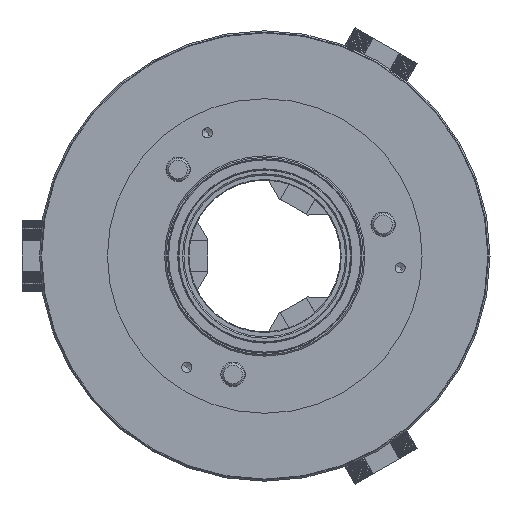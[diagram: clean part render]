
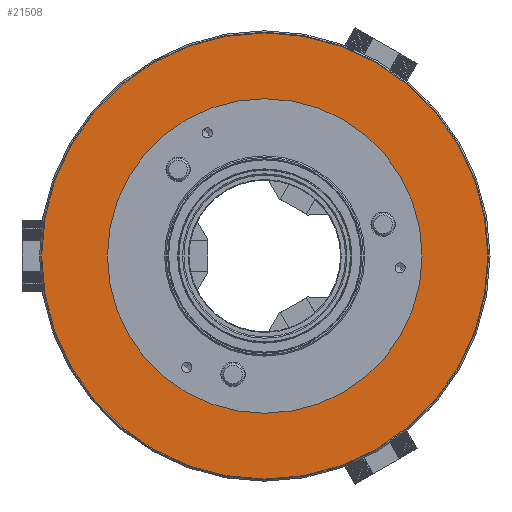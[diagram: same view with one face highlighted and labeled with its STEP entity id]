
A CAD part, left-side view. The second image highlights one B-rep face of the part: STEP entity #21508.
In plain terms, the highlighted face is planar.
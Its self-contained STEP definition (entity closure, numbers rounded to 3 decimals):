
#541 = EDGE_CURVE ( 'NONE', #16930, #19546, #8923, .T. ) ;
#633 = DIRECTION ( 'NONE',  ( 0., -1., 0. ) ) ;
#737 = EDGE_CURVE ( 'NONE', #27820, #30215, #3058, .T. ) ;
#1240 = EDGE_LOOP ( 'NONE', ( #26264, #6931 ) ) ;
#3058 = CIRCLE ( 'NONE', #3222, 110. ) ;
#3171 = CIRCLE ( 'NONE', #13736, 110. ) ;
#3222 = AXIS2_PLACEMENT_3D ( 'NONE', #3524, #13050, #16603 ) ;
#3524 = CARTESIAN_POINT ( 'NONE',  ( 0., 0., 0. ) ) ;
#5561 = DIRECTION ( 'NONE',  ( 0., 1., 0. ) ) ;
#5804 = CARTESIAN_POINT ( 'NONE',  ( 0., 0., 0. ) ) ;
#5910 = FACE_BOUND ( 'NONE', #13792, .T. ) ;
#6818 = ORIENTED_EDGE ( 'NONE', *, *, #737, .F. ) ;
#6919 = AXIS2_PLACEMENT_3D ( 'NONE', #14672, #633, #17008 ) ;
#6931 = ORIENTED_EDGE ( 'NONE', *, *, #541, .T. ) ;
#7174 = CARTESIAN_POINT ( 'NONE',  ( 0., 0., 0. ) ) ;
#8131 = DIRECTION ( 'NONE',  ( 0., 0., -1. ) ) ;
#8923 = CIRCLE ( 'NONE', #6919, 156. ) ;
#9546 = DIRECTION ( 'NONE',  ( 0., 0., -1. ) ) ;
#10036 = AXIS2_PLACEMENT_3D ( 'NONE', #7174, #23477, #9546 ) ;
#12320 = ORIENTED_EDGE ( 'NONE', *, *, #21004, .F. ) ;
#12652 = PLANE ( 'NONE',  #26604 ) ;
#13050 = DIRECTION ( 'NONE',  ( 0., -1., 0. ) ) ;
#13054 = CIRCLE ( 'NONE', #10036, 156. ) ;
#13312 = CARTESIAN_POINT ( 'NONE',  ( 0., 0., 156. ) ) ;
#13736 = AXIS2_PLACEMENT_3D ( 'NONE', #5804, #22102, #8131 ) ;
#13792 = EDGE_LOOP ( 'NONE', ( #12320, #6818 ) ) ;
#14672 = CARTESIAN_POINT ( 'NONE',  ( 0., 0., 0. ) ) ;
#14971 = DIRECTION ( 'NONE',  ( 0., 0., 1. ) ) ;
#15088 = EDGE_CURVE ( 'NONE', #19546, #16930, #13054, .T. ) ;
#16603 = DIRECTION ( 'NONE',  ( 0., 0., -1. ) ) ;
#16930 = VERTEX_POINT ( 'NONE', #13312 ) ;
#17008 = DIRECTION ( 'NONE',  ( 0., 0., -1. ) ) ;
#18583 = CARTESIAN_POINT ( 'NONE',  ( 0., 0., 110. ) ) ;
#19546 = VERTEX_POINT ( 'NONE', #23097 ) ;
#21004 = EDGE_CURVE ( 'NONE', #30215, #27820, #3171, .T. ) ;
#21508 = ADVANCED_FACE ( 'NONE', ( #5910, #24519 ), #12652, .F. ) ;
#22102 = DIRECTION ( 'NONE',  ( 0., -1., 0. ) ) ;
#23097 = CARTESIAN_POINT ( 'NONE',  ( 0., 0., -156. ) ) ;
#23477 = DIRECTION ( 'NONE',  ( 0., -1., 0. ) ) ;
#24209 = CARTESIAN_POINT ( 'NONE',  ( -156., 0., 0. ) ) ;
#24454 = CARTESIAN_POINT ( 'NONE',  ( 0., 0., -110. ) ) ;
#24519 = FACE_OUTER_BOUND ( 'NONE', #1240, .T. ) ;
#26264 = ORIENTED_EDGE ( 'NONE', *, *, #15088, .T. ) ;
#26604 = AXIS2_PLACEMENT_3D ( 'NONE', #24209, #5561, #14971 ) ;
#27820 = VERTEX_POINT ( 'NONE', #18583 ) ;
#30215 = VERTEX_POINT ( 'NONE', #24454 ) ;
